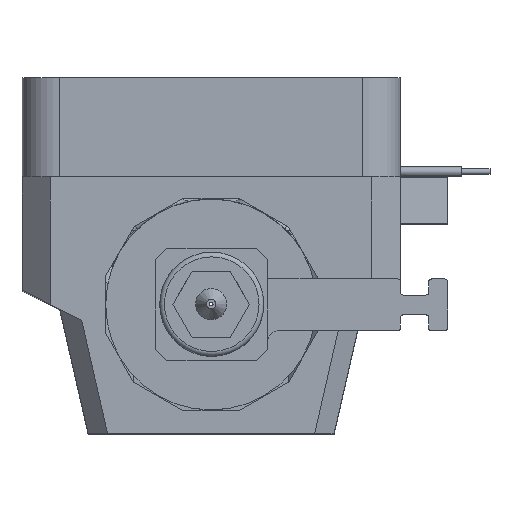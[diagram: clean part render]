
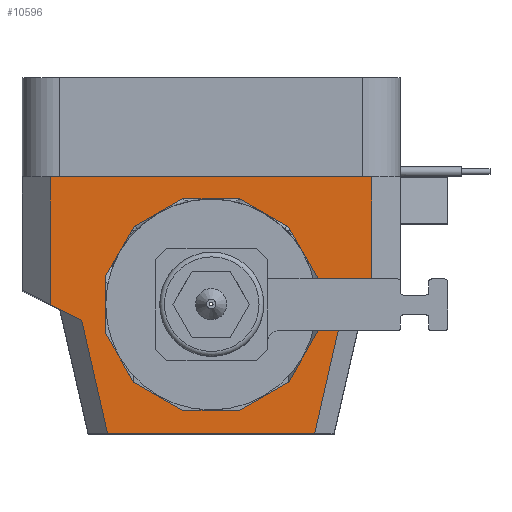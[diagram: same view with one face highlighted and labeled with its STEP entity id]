
A CAD part, top view. The second image highlights one B-rep face of the part: STEP entity #10596.
In plain terms, the highlighted planar face has unit normal (0, 0, 1).
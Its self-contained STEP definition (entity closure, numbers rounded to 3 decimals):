
#217=FACE_BOUND('',#1703,.T.);
#409=PLANE('',#11544);
#1025=FACE_OUTER_BOUND('',#1702,.T.);
#1702=EDGE_LOOP('',(#9375,#9376,#9377,#9378,#9379,#9380,#9381,#9382));
#1703=EDGE_LOOP('',(#9383,#9384,#9385,#9386,#9387,#9388,#9389,#9390,#9391,
#9392,#9393,#9394));
#3154=LINE('',#35636,#3829);
#3182=LINE('',#36317,#3857);
#3198=LINE('',#36349,#3873);
#3210=LINE('',#36372,#3885);
#3211=LINE('',#36375,#3886);
#3221=LINE('',#36398,#3896);
#3222=LINE('',#36399,#3897);
#3223=LINE('',#36401,#3898);
#3224=LINE('',#36403,#3899);
#3225=LINE('',#36404,#3900);
#3226=LINE('',#36406,#3901);
#3227=LINE('',#36408,#3902);
#3228=LINE('',#36410,#3903);
#3229=LINE('',#36412,#3904);
#3230=LINE('',#36413,#3905);
#3231=LINE('',#36415,#3906);
#3232=LINE('',#36417,#3907);
#3233=LINE('',#36419,#3908);
#3234=LINE('',#36421,#3909);
#3235=LINE('',#36422,#3910);
#3829=VECTOR('',#13659,10.);
#3857=VECTOR('',#13749,10.);
#3873=VECTOR('',#13769,10.);
#3885=VECTOR('',#13787,10.);
#3886=VECTOR('',#13790,10.);
#3896=VECTOR('',#13806,10.);
#3897=VECTOR('',#13807,10.);
#3898=VECTOR('',#13808,10.);
#3899=VECTOR('',#13809,10.);
#3900=VECTOR('',#13810,10.);
#3901=VECTOR('',#13811,10.);
#3902=VECTOR('',#13812,10.);
#3903=VECTOR('',#13813,10.);
#3904=VECTOR('',#13814,10.);
#3905=VECTOR('',#13815,10.);
#3906=VECTOR('',#13816,10.);
#3907=VECTOR('',#13817,10.);
#3908=VECTOR('',#13818,10.);
#3909=VECTOR('',#13819,10.);
#3910=VECTOR('',#13820,10.);
#4889=VERTEX_POINT('',#35634);
#4890=VERTEX_POINT('',#35635);
#4938=VERTEX_POINT('',#36314);
#4939=VERTEX_POINT('',#36316);
#4952=VERTEX_POINT('',#36346);
#4953=VERTEX_POINT('',#36348);
#4958=VERTEX_POINT('',#36365);
#4961=VERTEX_POINT('',#36370);
#4962=VERTEX_POINT('',#36374);
#4972=VERTEX_POINT('',#36397);
#4973=VERTEX_POINT('',#36400);
#4974=VERTEX_POINT('',#36402);
#4975=VERTEX_POINT('',#36405);
#4976=VERTEX_POINT('',#36407);
#4977=VERTEX_POINT('',#36409);
#4978=VERTEX_POINT('',#36411);
#4979=VERTEX_POINT('',#36414);
#4980=VERTEX_POINT('',#36416);
#4981=VERTEX_POINT('',#36418);
#4982=VERTEX_POINT('',#36420);
#6360=EDGE_CURVE('',#4889,#4890,#3154,.T.);
#6433=EDGE_CURVE('',#4939,#4938,#3182,.T.);
#6449=EDGE_CURVE('',#4953,#4952,#3198,.T.);
#6461=EDGE_CURVE('',#4961,#4958,#3210,.T.);
#6462=EDGE_CURVE('',#4962,#4958,#3211,.T.);
#6474=EDGE_CURVE('',#4961,#4972,#3221,.T.);
#6475=EDGE_CURVE('',#4890,#4972,#3222,.T.);
#6476=EDGE_CURVE('',#4973,#4889,#3223,.T.);
#6477=EDGE_CURVE('',#4973,#4974,#3224,.T.);
#6478=EDGE_CURVE('',#4962,#4974,#3225,.T.);
#6479=EDGE_CURVE('',#4975,#4952,#3226,.T.);
#6480=EDGE_CURVE('',#4976,#4975,#3227,.T.);
#6481=EDGE_CURVE('',#4977,#4976,#3228,.T.);
#6482=EDGE_CURVE('',#4978,#4977,#3229,.T.);
#6483=EDGE_CURVE('',#4939,#4978,#3230,.T.);
#6484=EDGE_CURVE('',#4979,#4938,#3231,.T.);
#6485=EDGE_CURVE('',#4979,#4980,#3232,.T.);
#6486=EDGE_CURVE('',#4981,#4980,#3233,.T.);
#6487=EDGE_CURVE('',#4981,#4982,#3234,.T.);
#6488=EDGE_CURVE('',#4953,#4982,#3235,.T.);
#9375=ORIENTED_EDGE('',*,*,#6461,.F.);
#9376=ORIENTED_EDGE('',*,*,#6474,.T.);
#9377=ORIENTED_EDGE('',*,*,#6475,.F.);
#9378=ORIENTED_EDGE('',*,*,#6360,.F.);
#9379=ORIENTED_EDGE('',*,*,#6476,.F.);
#9380=ORIENTED_EDGE('',*,*,#6477,.T.);
#9381=ORIENTED_EDGE('',*,*,#6478,.F.);
#9382=ORIENTED_EDGE('',*,*,#6462,.T.);
#9383=ORIENTED_EDGE('',*,*,#6449,.T.);
#9384=ORIENTED_EDGE('',*,*,#6479,.F.);
#9385=ORIENTED_EDGE('',*,*,#6480,.F.);
#9386=ORIENTED_EDGE('',*,*,#6481,.F.);
#9387=ORIENTED_EDGE('',*,*,#6482,.F.);
#9388=ORIENTED_EDGE('',*,*,#6483,.F.);
#9389=ORIENTED_EDGE('',*,*,#6433,.T.);
#9390=ORIENTED_EDGE('',*,*,#6484,.F.);
#9391=ORIENTED_EDGE('',*,*,#6485,.T.);
#9392=ORIENTED_EDGE('',*,*,#6486,.F.);
#9393=ORIENTED_EDGE('',*,*,#6487,.T.);
#9394=ORIENTED_EDGE('',*,*,#6488,.F.);
#10596=ADVANCED_FACE('',(#1025,#217),#409,.T.);
#11544=AXIS2_PLACEMENT_3D('',#36396,#13804,#13805);
#13659=DIRECTION('',(1.,0.,0.));
#13749=DIRECTION('',(0.,1.,0.));
#13769=DIRECTION('',(0.,-1.,0.));
#13787=DIRECTION('',(-0.222,-0.975,0.));
#13790=DIRECTION('',(1.,0.,0.));
#13804=DIRECTION('center_axis',(0.,0.,1.));
#13805=DIRECTION('ref_axis',(-1.,0.,0.));
#13806=DIRECTION('',(0.894,0.447,0.));
#13807=DIRECTION('',(0.,-1.,0.));
#13808=DIRECTION('',(0.,1.,0.));
#13809=DIRECTION('',(0.894,-0.447,0.));
#13810=DIRECTION('',(-0.222,0.975,0.));
#13811=DIRECTION('',(0.5,0.866,0.));
#13812=DIRECTION('',(0.866,0.5,0.));
#13813=DIRECTION('',(1.,0.,0.));
#13814=DIRECTION('',(0.866,-0.5,0.));
#13815=DIRECTION('',(0.5,-0.866,0.));
#13816=DIRECTION('',(-0.5,-0.866,0.));
#13817=DIRECTION('',(0.866,0.5,0.));
#13818=DIRECTION('',(-1.,0.,0.));
#13819=DIRECTION('',(0.866,-0.5,0.));
#13820=DIRECTION('',(-0.5,0.866,0.));
#35634=CARTESIAN_POINT('',(-17.,0.,24.025));
#35635=CARTESIAN_POINT('',(17.,0.,24.025));
#35636=CARTESIAN_POINT('',(-20.,0.,24.025));
#36314=CARTESIAN_POINT('',(-11.2,-10.499,24.025));
#36316=CARTESIAN_POINT('',(-11.2,-16.501,24.025));
#36317=CARTESIAN_POINT('',(-11.2,0.,24.025));
#36346=CARTESIAN_POINT('',(11.2,-16.501,24.025));
#36348=CARTESIAN_POINT('',(11.2,-10.499,24.025));
#36349=CARTESIAN_POINT('',(11.2,0.,24.025));
#36365=CARTESIAN_POINT('',(10.949,-27.15,24.025));
#36370=CARTESIAN_POINT('',(13.685,-15.158,24.025));
#36372=CARTESIAN_POINT('',(14.167,-13.043,24.025));
#36374=CARTESIAN_POINT('',(-10.949,-27.15,24.025));
#36375=CARTESIAN_POINT('',(-13.,-27.15,24.025));
#36396=CARTESIAN_POINT('Origin',(20.,0.,24.025));
#36397=CARTESIAN_POINT('',(17.,-13.5,24.025));
#36398=CARTESIAN_POINT('',(0.,-22.,24.025));
#36399=CARTESIAN_POINT('',(17.,0.,24.025));
#36400=CARTESIAN_POINT('',(-17.,-13.5,24.025));
#36401=CARTESIAN_POINT('',(-17.,0.,24.025));
#36402=CARTESIAN_POINT('',(-13.685,-15.158,24.025));
#36403=CARTESIAN_POINT('',(0.,-22.,24.025));
#36404=CARTESIAN_POINT('',(-14.678,-10.805,24.025));
#36405=CARTESIAN_POINT('',(8.199,-21.699,24.025));
#36406=CARTESIAN_POINT('',(6.466,-24.7,24.025));
#36407=CARTESIAN_POINT('',(3.001,-24.7,24.025));
#36408=CARTESIAN_POINT('',(3.001,-24.7,24.025));
#36409=CARTESIAN_POINT('',(-3.001,-24.7,24.025));
#36410=CARTESIAN_POINT('',(-6.466,-24.7,24.025));
#36411=CARTESIAN_POINT('',(-8.199,-21.699,24.025));
#36412=CARTESIAN_POINT('',(-8.199,-21.699,24.025));
#36413=CARTESIAN_POINT('',(-12.933,-13.5,24.025));
#36414=CARTESIAN_POINT('',(-8.199,-5.301,24.025));
#36415=CARTESIAN_POINT('',(-6.466,-2.3,24.025));
#36416=CARTESIAN_POINT('',(-3.001,-2.3,24.025));
#36417=CARTESIAN_POINT('',(-8.199,-5.301,24.025));
#36418=CARTESIAN_POINT('',(3.001,-2.3,24.025));
#36419=CARTESIAN_POINT('',(6.466,-2.3,24.025));
#36420=CARTESIAN_POINT('',(8.199,-5.301,24.025));
#36421=CARTESIAN_POINT('',(3.001,-2.3,24.025));
#36422=CARTESIAN_POINT('',(12.933,-13.5,24.025));
